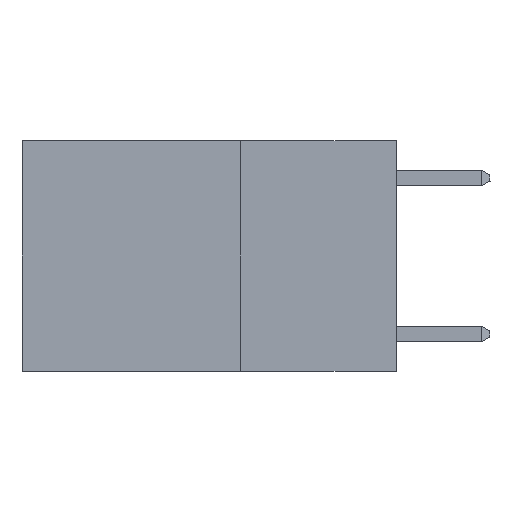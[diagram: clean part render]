
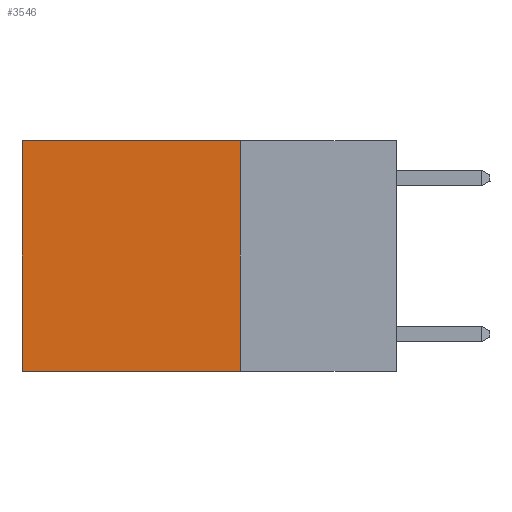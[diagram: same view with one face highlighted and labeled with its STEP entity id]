
A CAD part, left-side view. The second image highlights one B-rep face of the part: STEP entity #3546.
In plain terms, the highlighted planar face has unit normal (-1, 0, 0).
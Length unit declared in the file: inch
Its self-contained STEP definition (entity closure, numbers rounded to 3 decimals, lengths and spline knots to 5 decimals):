
#32 = AXIS2_PLACEMENT_3D ( 'NONE', #809, #3394, #7193 ) ;
#54 = LINE ( 'NONE', #7995, #3767 ) ;
#525 = LINE ( 'NONE', #6653, #7111 ) ;
#779 = ORIENTED_EDGE ( 'NONE', *, *, #5845, .T. ) ;
#809 = CARTESIAN_POINT ( 'NONE',  ( 0.2625, 0.25, 0. ) ) ;
#1203 = VECTOR ( 'NONE', #7482, 39.37008 ) ;
#1418 = VERTEX_POINT ( 'NONE', #2863 ) ;
#1525 = DIRECTION ( 'NONE',  ( 0., 1., 0. ) ) ;
#1663 = ORIENTED_EDGE ( 'NONE', *, *, #4675, .T. ) ;
#1917 = FACE_OUTER_BOUND ( 'NONE', #3175, .T. ) ;
#1929 = CARTESIAN_POINT ( 'NONE',  ( 0.2625, 0.25, -0.37 ) ) ;
#2626 = VERTEX_POINT ( 'NONE', #3363 ) ;
#2863 = CARTESIAN_POINT ( 'NONE',  ( 0.2625, 0.6, 0. ) ) ;
#2929 = VERTEX_POINT ( 'NONE', #7266 ) ;
#3175 = EDGE_LOOP ( 'NONE', ( #1663, #3382, #7416, #779 ) ) ;
#3363 = CARTESIAN_POINT ( 'NONE',  ( 0.2625, 0.6, -0.37 ) ) ;
#3382 = ORIENTED_EDGE ( 'NONE', *, *, #3955, .F. ) ;
#3394 = DIRECTION ( 'NONE',  ( 1., 0., 0. ) ) ;
#3546 = ADVANCED_FACE ( 'NONE', ( #1917 ), #4514, .F. ) ;
#3767 = VECTOR ( 'NONE', #6023, 39.37008 ) ;
#3955 = EDGE_CURVE ( 'NONE', #5732, #2626, #54, .T. ) ;
#4514 = PLANE ( 'NONE',  #32 ) ;
#4675 = EDGE_CURVE ( 'NONE', #1418, #2626, #7696, .T. ) ;
#4696 = DIRECTION ( 'NONE',  ( 0., 0., -1. ) ) ;
#5732 = VERTEX_POINT ( 'NONE', #1929 ) ;
#5845 = EDGE_CURVE ( 'NONE', #2929, #1418, #525, .T. ) ;
#6023 = DIRECTION ( 'NONE',  ( 0., 1., 0. ) ) ;
#6653 = CARTESIAN_POINT ( 'NONE',  ( 0.2625, 0.25, 0. ) ) ;
#7111 = VECTOR ( 'NONE', #1525, 39.37008 ) ;
#7193 = DIRECTION ( 'NONE',  ( 0., 0., -1. ) ) ;
#7266 = CARTESIAN_POINT ( 'NONE',  ( 0.2625, 0.25, 0. ) ) ;
#7319 = VECTOR ( 'NONE', #4696, 39.37008 ) ;
#7349 = LINE ( 'NONE', #8077, #1203 ) ;
#7416 = ORIENTED_EDGE ( 'NONE', *, *, #7783, .F. ) ;
#7482 = DIRECTION ( 'NONE',  ( 0., 0., -1. ) ) ;
#7696 = LINE ( 'NONE', #7798, #7319 ) ;
#7783 = EDGE_CURVE ( 'NONE', #2929, #5732, #7349, .T. ) ;
#7798 = CARTESIAN_POINT ( 'NONE',  ( 0.2625, 0.6, 0. ) ) ;
#7995 = CARTESIAN_POINT ( 'NONE',  ( 0.2625, 0.25, -0.37 ) ) ;
#8077 = CARTESIAN_POINT ( 'NONE',  ( 0.2625, 0.25, 0. ) ) ;
